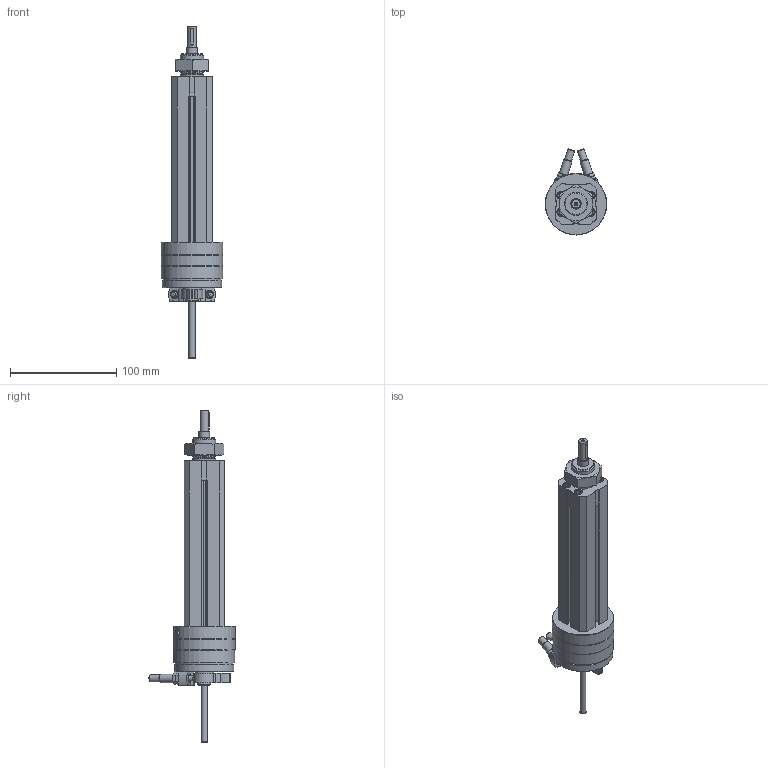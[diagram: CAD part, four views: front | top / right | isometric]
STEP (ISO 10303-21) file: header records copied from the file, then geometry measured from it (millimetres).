
FILE_DESCRIPTION(/* description */ ('STEP AP214'),/* implementation_level */ '2;1');
FILE_NAME(/* name */ '556601_DSL-16-80-270-CC-A-S2-KF-B',/* time_stamp */ '2024-08-21T15:19:09+02:00',/* author */ ('License CC BY-ND 4.0'),/* organization */ ('CADENAS'),/* preprocessor_version */ 'ST-DEVELOPER v19.3',/* originating_system */ 'PARTsolutions',/* authorisation */ ' ');
FILE_SCHEMA (('AUTOMOTIVE_DESIGN {1 0 10303 214 3 1 1}'));
Length unit declared in the file: millimetre
Products named in the file (12): 556601 DSL-16-80-270-CC-A-S2-KF-B---(0_0); 556601 DSL-16-80-270-CC-A-S2-KF-B-80_bz; 704061 DSM-12-BR---(HZ); 548011 DYSC-5-5-Y1F---(SD_0); 342620 DSM-12_NS; DIN-912 - M3x16(F); 367241 Flachmutter M8X1-3-10; 704060 DSM-12-BL---(HZ); 556601 DSL-80-0_k_kf; 306996 DSL; Shim ring DIN 988 12x18x1.2; DIN-439-B - M22x1.5(F)
Assembly tree (17 placements, depth 2):
  556601 DSL-16-80-270-CC-A-S2-KF-B---(0_0)
    556601 DSL-16-80-270-CC-A-S2-KF-B-80_bz
    704061 DSM-12-BR---(HZ)
    548011 DYSC-5-5-Y1F---(SD_0)  x2
    342620 DSM-12_NS  x2
    DIN-912 - M3x16(F)  x2
    367241 Flachmutter M8X1-3-10  x4
    704060 DSM-12-BL---(HZ)
    556601 DSL-80-0_k_kf
    306996 DSL
    Shim ring DIN 988 12x18x1.2
    DIN-439-B - M22x1.5(F)
Bounding box: 58 x 81.13 x 313 mm (x, y, z)
Volume: 311548.4 mm3; surface area: 82169.9 mm2
Topology: 17 solids, 19 shells, 560 faces, 1336 edges, 846 vertices
Faces by surface type: plane 306, cylinder 159, cone 93, sphere 2
Full cylindrical faces by diameter (mm): 0.7 x2, 1.567 x2, 2.459 x3, 2.5 x2, 3 x2, 3.6 x2, 4.134 x4, 4.7 x4, 5.5 x2, 6 x4, 6.7 x2, 6.917 x6, 7 x4, 8 x7, 8.3 x4, 10 x2, 12 x3, 18 x1, 20.16 x2, 20.376 x1, 22 x2, 23 x1, 26.6 x1, 33.4 x1, 37 x1, 54.4 x1, 56 x1, 57.65 x1, 58 x2
Entity records: 13092 total; most frequent: CARTESIAN_POINT 2419, DIRECTION 2223, ORIENTED_EDGE 1926, EDGE_CURVE 963, AXIS2_PLACEMENT_3D 848, VERTEX_POINT 684, FACE_BOUND 643, EDGE_LOOP 635
